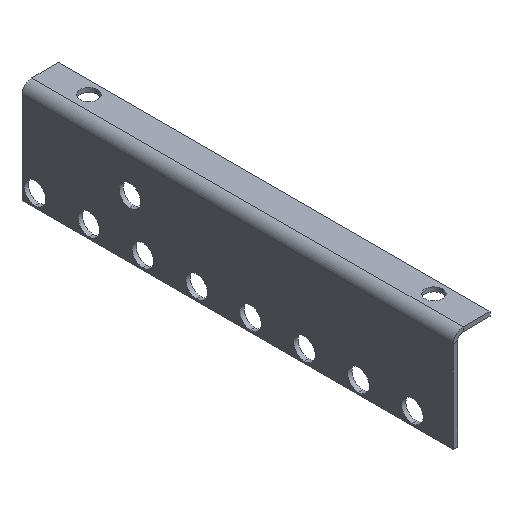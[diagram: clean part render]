
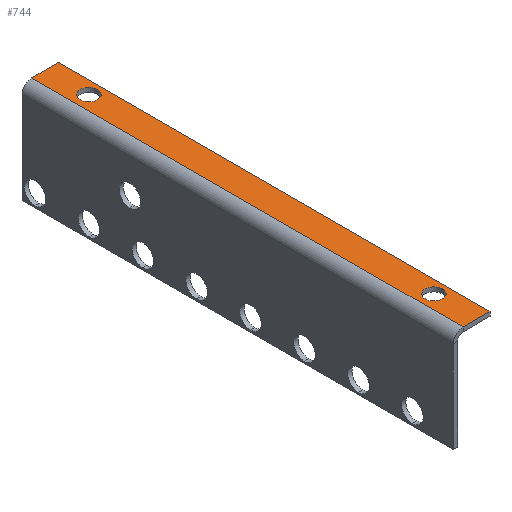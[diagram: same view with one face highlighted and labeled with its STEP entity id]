
A CAD part, isometric view. The second image highlights one B-rep face of the part: STEP entity #744.
In plain terms, the highlighted planar face has unit normal (0, 0, 1).
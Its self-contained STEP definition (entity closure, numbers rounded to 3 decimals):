
#44 = CARTESIAN_POINT ( 'NONE',  ( 0., 200., 2. ) ) ;
#89 = EDGE_LOOP ( 'NONE', ( #1005, #1108, #740, #396 ) ) ;
#115 = CARTESIAN_POINT ( 'NONE',  ( 15., 0., 2. ) ) ;
#118 = AXIS2_PLACEMENT_3D ( 'NONE', #44, #613, #896 ) ;
#133 = LINE ( 'NONE', #706, #418 ) ;
#162 = VERTEX_POINT ( 'NONE', #205 ) ;
#192 = CARTESIAN_POINT ( 'NONE',  ( 0., 200., 2. ) ) ;
#205 = CARTESIAN_POINT ( 'NONE',  ( 13., 20., 2. ) ) ;
#208 = LINE ( 'NONE', #192, #884 ) ;
#218 = EDGE_CURVE ( 'NONE', #251, #410, #133, .T. ) ;
#232 = DIRECTION ( 'NONE',  ( 1., 0., 0. ) ) ;
#239 = VERTEX_POINT ( 'NONE', #512 ) ;
#247 = VECTOR ( 'NONE', #758, 1000. ) ;
#251 = VERTEX_POINT ( 'NONE', #809 ) ;
#270 = CARTESIAN_POINT ( 'NONE',  ( 15., 200., 2. ) ) ;
#295 = DIRECTION ( 'NONE',  ( 0., 0., -1. ) ) ;
#309 = EDGE_CURVE ( 'NONE', #239, #708, #1069, .T. ) ;
#329 = VERTEX_POINT ( 'NONE', #494 ) ;
#396 = ORIENTED_EDGE ( 'NONE', *, *, #1039, .T. ) ;
#408 = CIRCLE ( 'NONE', #568, 4. ) ;
#410 = VERTEX_POINT ( 'NONE', #115 ) ;
#418 = VECTOR ( 'NONE', #232, 1000. ) ;
#428 = VERTEX_POINT ( 'NONE', #561 ) ;
#449 = CARTESIAN_POINT ( 'NONE',  ( 9., 20., 2. ) ) ;
#455 = LINE ( 'NONE', #270, #874 ) ;
#494 = CARTESIAN_POINT ( 'NONE',  ( 2.5, 200., 2. ) ) ;
#498 = VERTEX_POINT ( 'NONE', #1234 ) ;
#512 = CARTESIAN_POINT ( 'NONE',  ( 13., 180., 2. ) ) ;
#522 = FACE_BOUND ( 'NONE', #546, .T. ) ;
#546 = EDGE_LOOP ( 'NONE', ( #827, #906 ) ) ;
#561 = CARTESIAN_POINT ( 'NONE',  ( 5., 20., 2. ) ) ;
#568 = AXIS2_PLACEMENT_3D ( 'NONE', #793, #1171, #695 ) ;
#570 = LINE ( 'NONE', #688, #247 ) ;
#582 = DIRECTION ( 'NONE',  ( -1., 0., 0. ) ) ;
#613 = DIRECTION ( 'NONE',  ( 0., 0., -1. ) ) ;
#615 = ORIENTED_EDGE ( 'NONE', *, *, #907, .T. ) ;
#638 = DIRECTION ( 'NONE',  ( 0., 0., -1. ) ) ;
#684 = CARTESIAN_POINT ( 'NONE',  ( 9., 180., 2. ) ) ;
#685 = AXIS2_PLACEMENT_3D ( 'NONE', #749, #1016, #1021 ) ;
#688 = CARTESIAN_POINT ( 'NONE',  ( 2.5, 200., 2. ) ) ;
#689 = EDGE_CURVE ( 'NONE', #329, #498, #208, .T. ) ;
#695 = DIRECTION ( 'NONE',  ( -1., 0., 0. ) ) ;
#698 = CARTESIAN_POINT ( 'NONE',  ( 5., 180., 2. ) ) ;
#706 = CARTESIAN_POINT ( 'NONE',  ( 0., 0., 2. ) ) ;
#708 = VERTEX_POINT ( 'NONE', #698 ) ;
#713 = CIRCLE ( 'NONE', #1175, 4. ) ;
#740 = ORIENTED_EDGE ( 'NONE', *, *, #689, .F. ) ;
#744 = ADVANCED_FACE ( 'NONE', ( #522, #983, #1191 ), #914, .F. ) ;
#749 = CARTESIAN_POINT ( 'NONE',  ( 9., 180., 2. ) ) ;
#758 = DIRECTION ( 'NONE',  ( 0., -1., 0. ) ) ;
#793 = CARTESIAN_POINT ( 'NONE',  ( 9., 20., 2. ) ) ;
#809 = CARTESIAN_POINT ( 'NONE',  ( 2.5, 0., 2. ) ) ;
#814 = EDGE_CURVE ( 'NONE', #708, #239, #1222, .T. ) ;
#827 = ORIENTED_EDGE ( 'NONE', *, *, #814, .T. ) ;
#835 = DIRECTION ( 'NONE',  ( -1., 0., 0. ) ) ;
#874 = VECTOR ( 'NONE', #1138, 1000. ) ;
#884 = VECTOR ( 'NONE', #1063, 1000. ) ;
#896 = DIRECTION ( 'NONE',  ( -1., 0., 0. ) ) ;
#906 = ORIENTED_EDGE ( 'NONE', *, *, #309, .T. ) ;
#907 = EDGE_CURVE ( 'NONE', #162, #428, #713, .T. ) ;
#914 = PLANE ( 'NONE',  #118 ) ;
#935 = EDGE_CURVE ( 'NONE', #498, #410, #455, .T. ) ;
#983 = FACE_BOUND ( 'NONE', #1195, .T. ) ;
#989 = AXIS2_PLACEMENT_3D ( 'NONE', #684, #295, #582 ) ;
#1005 = ORIENTED_EDGE ( 'NONE', *, *, #218, .T. ) ;
#1016 = DIRECTION ( 'NONE',  ( 0., 0., -1. ) ) ;
#1021 = DIRECTION ( 'NONE',  ( -1., 0., 0. ) ) ;
#1039 = EDGE_CURVE ( 'NONE', #329, #251, #570, .T. ) ;
#1063 = DIRECTION ( 'NONE',  ( 1., 0., 0. ) ) ;
#1069 = CIRCLE ( 'NONE', #989, 4. ) ;
#1108 = ORIENTED_EDGE ( 'NONE', *, *, #935, .F. ) ;
#1138 = DIRECTION ( 'NONE',  ( 0., -1., 0. ) ) ;
#1160 = ORIENTED_EDGE ( 'NONE', *, *, #1163, .T. ) ;
#1163 = EDGE_CURVE ( 'NONE', #428, #162, #408, .T. ) ;
#1171 = DIRECTION ( 'NONE',  ( 0., 0., -1. ) ) ;
#1175 = AXIS2_PLACEMENT_3D ( 'NONE', #449, #638, #835 ) ;
#1191 = FACE_OUTER_BOUND ( 'NONE', #89, .T. ) ;
#1195 = EDGE_LOOP ( 'NONE', ( #1160, #615 ) ) ;
#1222 = CIRCLE ( 'NONE', #685, 4. ) ;
#1234 = CARTESIAN_POINT ( 'NONE',  ( 15., 200., 2. ) ) ;
